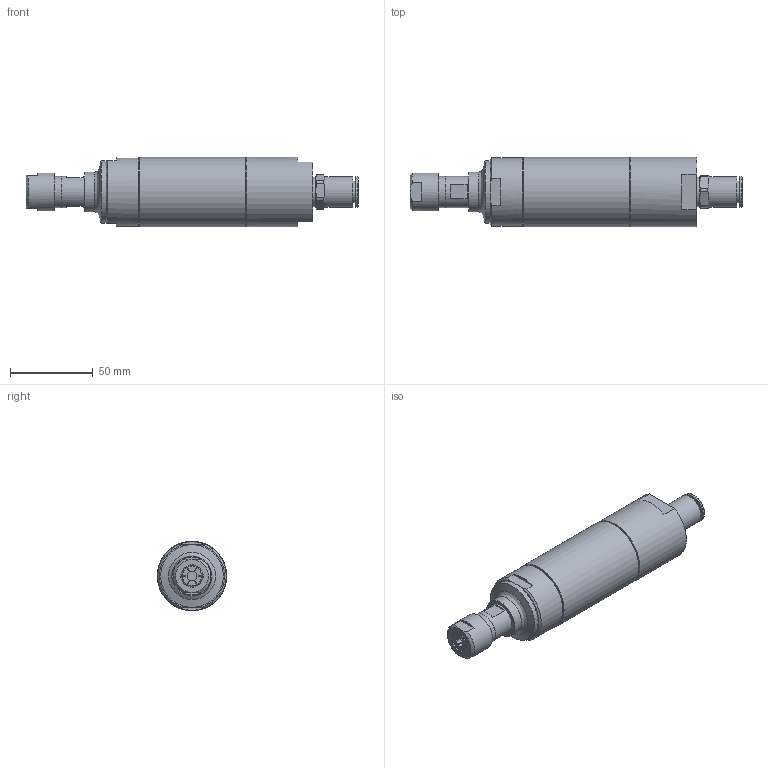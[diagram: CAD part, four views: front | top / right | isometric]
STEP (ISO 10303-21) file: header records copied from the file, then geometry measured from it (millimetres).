
FILE_DESCRIPTION((''),'2;1');
FILE_NAME('EBM 2400 S_29937627.stp','2008-06-11T14:25:57',('rmorof'),(''),'Autodesk Inventor 2008','Autodesk Inventor 2008','');
FILE_SCHEMA(('AUTOMOTIVE_DESIGN { 1 0 10303 214 1 1 1 1 }'));
Length unit declared in the file: millimetre
Products named in the file (1): Bauteil7
Bounding box: 201.12 x 42 x 42 mm (x, y, z)
Volume: 194173.5 mm3; surface area: 30752.2 mm2
Topology: 1 solids, 2 shells, 181 faces, 496 edges, 325 vertices
Faces by surface type: plane 89, cylinder 48, cone 41, bspline 2, torus 1
Full cylindrical faces by diameter (mm): 6 x1, 12 x1, 13.2 x1, 18 x1, 18.5 x2, 18.98 x1, 19 x2, 19.5 x1, 23 x1, 24 x1, 38 x1, 39.478 x2, 41.5 x1, 42 x2
Entity records: 5797 total; most frequent: CARTESIAN_POINT 1257, ORIENTED_EDGE 908, DIRECTION 888, EDGE_CURVE 454, AXIS2_PLACEMENT_3D 360, VERTEX_POINT 312, EDGE_LOOP 230, FACE_OUTER_BOUND 181
